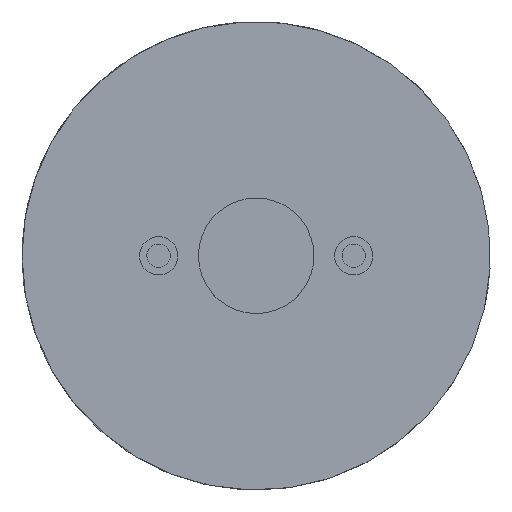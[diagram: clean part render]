
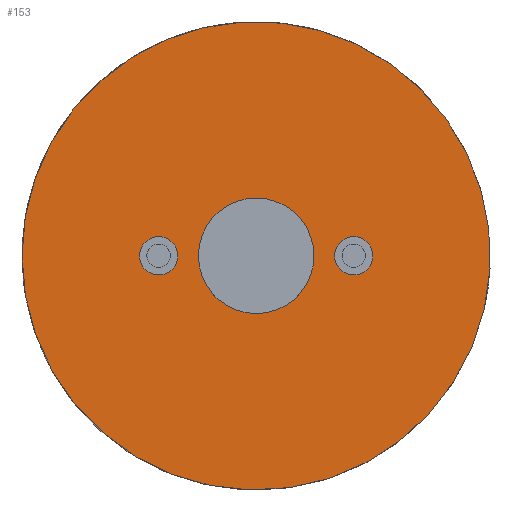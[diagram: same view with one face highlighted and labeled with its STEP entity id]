
A CAD part, top view. The second image highlights one B-rep face of the part: STEP entity #153.
In plain terms, the highlighted planar face has unit normal (0, 0, 1).
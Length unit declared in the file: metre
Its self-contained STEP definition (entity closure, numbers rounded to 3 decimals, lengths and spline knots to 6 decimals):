
#22=PLANE('',#183);
#28=CIRCLE('',#180,0.03);
#29=CIRCLE('',#184,0.00245);
#30=CIRCLE('',#185,0.00245);
#31=CIRCLE('',#186,0.0074);
#42=ORIENTED_EDGE('',*,*,#68,.T.);
#43=ORIENTED_EDGE('',*,*,#69,.T.);
#44=ORIENTED_EDGE('',*,*,#70,.T.);
#45=ORIENTED_EDGE('',*,*,#66,.F.);
#66=EDGE_CURVE('',#79,#79,#28,.T.);
#68=EDGE_CURVE('',#81,#81,#29,.T.);
#69=EDGE_CURVE('',#82,#82,#30,.T.);
#70=EDGE_CURVE('',#83,#83,#31,.T.);
#79=VERTEX_POINT('',#263);
#81=VERTEX_POINT('',#269);
#82=VERTEX_POINT('',#271);
#83=VERTEX_POINT('',#273);
#96=EDGE_LOOP('',(#42));
#97=EDGE_LOOP('',(#43));
#98=EDGE_LOOP('',(#44));
#99=EDGE_LOOP('',(#45));
#122=FACE_BOUND('',#96,.T.);
#123=FACE_BOUND('',#97,.T.);
#124=FACE_BOUND('',#98,.T.);
#125=FACE_BOUND('',#99,.T.);
#153=ADVANCED_FACE('',(#122,#123,#124,#125),#22,.F.);
#180=AXIS2_PLACEMENT_3D('',#262,#210,#211);
#183=AXIS2_PLACEMENT_3D('',#267,#216,#217);
#184=AXIS2_PLACEMENT_3D('',#268,#218,#219);
#185=AXIS2_PLACEMENT_3D('',#270,#220,#221);
#186=AXIS2_PLACEMENT_3D('',#272,#222,#223);
#210=DIRECTION('',(0.,0.,-1.));
#211=DIRECTION('',(-1.,0.,0.));
#216=DIRECTION('',(0.,0.,-1.));
#217=DIRECTION('',(1.,0.,0.));
#218=DIRECTION('',(0.,0.,-1.));
#219=DIRECTION('',(-1.,0.,0.));
#220=DIRECTION('',(0.,0.,-1.));
#221=DIRECTION('',(-1.,0.,0.));
#222=DIRECTION('',(0.,0.,-1.));
#223=DIRECTION('',(-1.,0.,0.));
#262=CARTESIAN_POINT('',(0.225121,-0.07795,-0.007));
#263=CARTESIAN_POINT('',(0.195121,-0.07795,-0.007));
#267=CARTESIAN_POINT('',(0.110087,-0.100587,-0.007));
#268=CARTESIAN_POINT('',(0.237621,-0.07795,-0.007));
#269=CARTESIAN_POINT('',(0.235171,-0.07795,-0.007));
#270=CARTESIAN_POINT('',(0.212621,-0.07795,-0.007));
#271=CARTESIAN_POINT('',(0.210171,-0.07795,-0.007));
#272=CARTESIAN_POINT('',(0.225121,-0.07795,-0.007));
#273=CARTESIAN_POINT('',(0.217721,-0.07795,-0.007));
